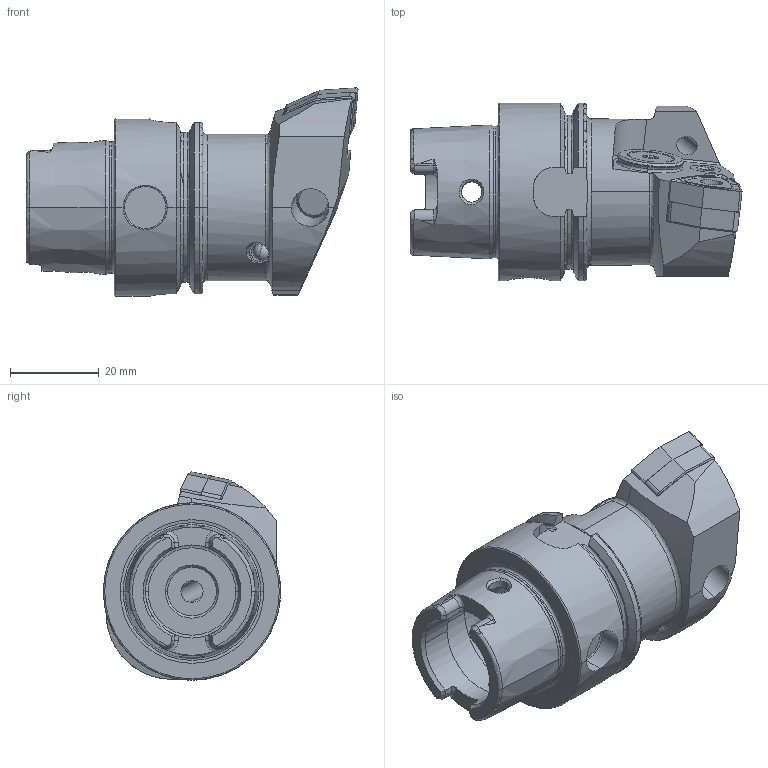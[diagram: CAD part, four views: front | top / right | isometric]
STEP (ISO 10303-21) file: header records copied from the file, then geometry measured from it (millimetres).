
FILE_DESCRIPTION (( 'STEP AP214' ), '1' );
FILE_NAME ('-PW..LLA.055-HP.STEP', '2022-05-10T11:31:47', ( '' ), ( '' ), 'SwSTEP 2.0', 'SolidWorks 2017', '' );
FILE_SCHEMA (( 'AUTOMOTIVE_DESIGN' ));
Length unit declared in the file: millimetre
Products named in the file (14): CHP-ER1.015.006_A; WNMG080404; WDF-ER3.101.000_A; CHP-ER1.015.006; -PW..LLA.055-HP; CHP-ER1.008.011_A; WCD-ER1.101.000; ISO 8752 2x8; WCD-ER4.101.017_A; DIN 7991 - M5x15; KVT_MB_600_050; HA4-PWE.LLA.055-HP_D; WWE-ER2.101.004_A; DIN 3771 - 13x1
Assembly tree (14 placements, depth 3):
  -PW..LLA.055-HP
    HA4-PWE.LLA.055-HP_D
    WWE-ER2.101.004_A
    WDF-ER3.101.000_A
    WCD-ER4.101.017_A
    WCD-ER1.101.000
    CHP-ER1.008.011_A
    CHP-ER1.015.006
      CHP-ER1.015.006_A
      DIN 3771 - 13x1
      DIN 7991 - M5x15
    ISO 8752 2x8
    KVT_MB_600_050  x2
    WNMG080404
Bounding box: 74.9 x 40 x 47 mm (x, y, z)
Volume: 49164.2 mm3; surface area: 20662.1 mm2
Topology: 15 solids, 15 shells, 603 faces, 1491 edges, 896 vertices
Faces by surface type: plane 175, cone 172, cylinder 166, torus 64, bspline 22, sphere 4
Entity records: 19864 total; most frequent: CARTESIAN_POINT 5527, ORIENTED_EDGE 2794, DIRECTION 2728, EDGE_CURVE 1397, AXIS2_PLACEMENT_3D 1070, VERTEX_POINT 857, EDGE_LOOP 602, LINE 588
